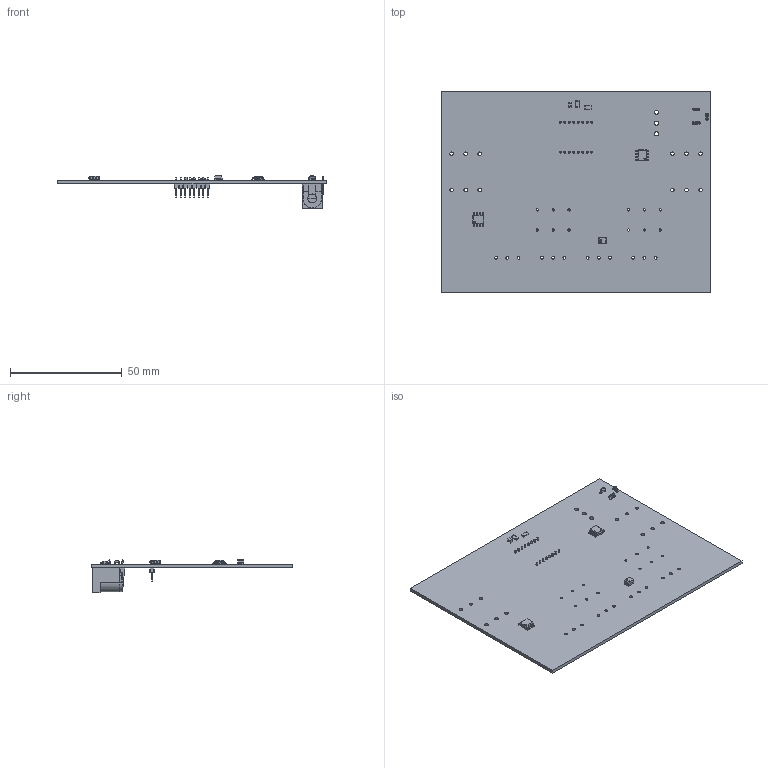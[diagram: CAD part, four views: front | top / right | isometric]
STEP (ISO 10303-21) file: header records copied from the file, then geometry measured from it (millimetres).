
FILE_DESCRIPTION(('KiCad electronic assembly'),'2;1');
FILE_NAME('PlacaGeral.step','2025-12-02T21:42:56',('Pcbnew'),('Kicad'), 'Open CASCADE STEP processor 7.9','KiCad to STEP converter','Unknown' );
FILE_SCHEMA(('AUTOMOTIVE_DESIGN { 1 0 10303 214 1 1 1 1 }'));
Length unit declared in the file: millimetre
Products named in the file (8): PlacaGeral 1; R_1206_3216Metric; SOIC-8_3.9x4.9mm_P1.27mm; CP_EIA-3528-21_Kemet-B; C_0805_2012Metric; PinHeader_1x08_P2.00mm_Vertical; BarrelJack_GCT_DCJ200-10-A_Horizontal; PlacaGeral_PCB
Assembly tree (10 placements, depth 2):
  PlacaGeral 1
    R_1206_3216Metric  x2
    SOIC-8_3.9x4.9mm_P1.27mm  x2
    CP_EIA-3528-21_Kemet-B
    C_0805_2012Metric
    PinHeader_1x08_P2.00mm_Vertical  x2
    BarrelJack_GCT_DCJ200-10-A_Horizontal
    PlacaGeral_PCB
Bounding box: 120 x 90 x 14.78 mm (x, y, z)
Volume: 17466.6 mm3; surface area: 24201.9 mm2
Topology: 10 solids, 10 shells, 996 faces, 2530 edges, 1591 vertices
Faces by surface type: plane 772, cylinder 182, bspline 41, sphere 1
Full cylindrical faces by diameter (mm): 0.8 x16, 1 x12, 1.2 x1, 1.3 x12, 1.6 x12, 1.854 x3, 2 x1, 6.3 x1
Entity records: 23985 total; most frequent: CARTESIAN_POINT 4501, ORIENTED_EDGE 3199, DIRECTION 3064, EDGE_CURVE 1598, LINE 1254, VECTOR 1254, VERTEX_POINT 1006, AXIS2_PLACEMENT_3D 905
